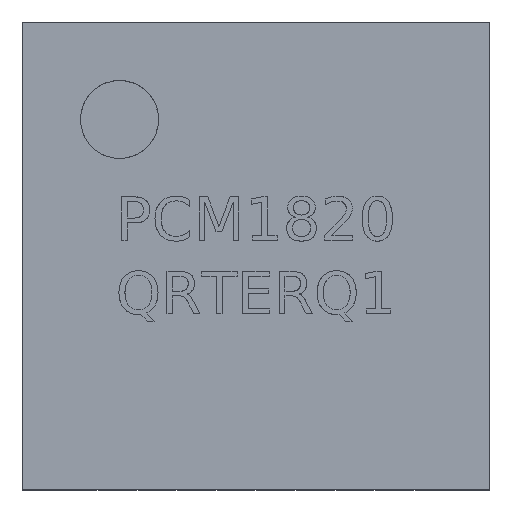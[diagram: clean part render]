
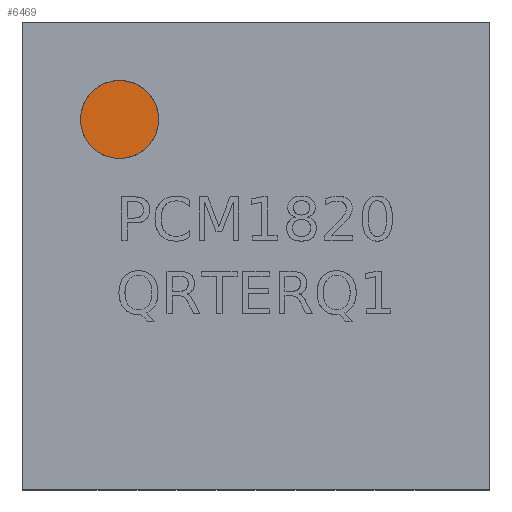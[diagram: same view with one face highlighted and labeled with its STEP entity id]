
A CAD part, top view. The second image highlights one B-rep face of the part: STEP entity #6469.
In plain terms, the highlighted free-form (B-spline) face has degree [1, 1] with [2, 2] control points.
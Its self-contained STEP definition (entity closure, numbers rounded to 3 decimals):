
#6430=(
BOUNDED_SURFACE()
B_SPLINE_SURFACE(1,1,((#6431,#6432),(#6433,#6434)),.UNSPECIFIED.,.F.,.F.,.F.)
B_SPLINE_SURFACE_WITH_KNOTS((2,2),(2,2),(0.000,1.000),(0.000,1.000),.UNSPECIFIED.)
GEOMETRIC_REPRESENTATION_ITEM()
RATIONAL_B_SPLINE_SURFACE(((1.,1.),(1.,1.)))
REPRESENTATION_ITEM('')
SURFACE()
);
#6431=CARTESIAN_POINT('',(-0.625,0.625,0.75));
#6432=CARTESIAN_POINT('',(-1.125,0.625,0.75));
#6433=CARTESIAN_POINT('',(-0.625,1.125,0.75));
#6434=CARTESIAN_POINT('',(-1.125,1.125,0.75));
#6435=CARTESIAN_POINT('',(-1.125,0.875,0.75));
#6436=VERTEX_POINT('',#6435);
#6437=(
BOUNDED_CURVE()
B_SPLINE_CURVE(2,(#6438,#6439,#6440),.UNSPECIFIED.,.F.,.F.)
B_SPLINE_CURVE_WITH_KNOTS((3,3),(0.000,1.000),.UNSPECIFIED.)
CURVE()
GEOMETRIC_REPRESENTATION_ITEM()
RATIONAL_B_SPLINE_CURVE((1.,0.707,1.))
REPRESENTATION_ITEM('')
);
#6438=CARTESIAN_POINT('',(-1.125,0.875,0.75));
#6439=CARTESIAN_POINT('',(-1.125,1.125,0.75));
#6440=CARTESIAN_POINT('',(-0.875,1.125,0.75));
#6441=CARTESIAN_POINT('',(-0.875,1.125,0.75));
#6442=VERTEX_POINT('',#6441);
#6443=EDGE_CURVE('',#6436,#6442,#6437,.T.);
#6444=ORIENTED_EDGE('',*,*,#6443,.T.);
#6445=(
BOUNDED_CURVE()
B_SPLINE_CURVE(2,(#6446,#6447,#6448),.UNSPECIFIED.,.F.,.F.)
B_SPLINE_CURVE_WITH_KNOTS((3,3),(0.000,1.000),.UNSPECIFIED.)
CURVE()
GEOMETRIC_REPRESENTATION_ITEM()
RATIONAL_B_SPLINE_CURVE((1.,0.707,1.))
REPRESENTATION_ITEM('')
);
#6446=CARTESIAN_POINT('',(-0.875,1.125,0.75));
#6447=CARTESIAN_POINT('',(-0.625,1.125,0.75));
#6448=CARTESIAN_POINT('',(-0.625,0.875,0.75));
#6449=CARTESIAN_POINT('',(-0.625,0.875,0.75));
#6450=VERTEX_POINT('',#6449);
#6451=EDGE_CURVE('',#6442,#6450,#6445,.T.);
#6452=ORIENTED_EDGE('',*,*,#6451,.T.);
#6453=(
BOUNDED_CURVE()
B_SPLINE_CURVE(2,(#6454,#6455,#6456),.UNSPECIFIED.,.F.,.F.)
B_SPLINE_CURVE_WITH_KNOTS((3,3),(0.000,1.000),.UNSPECIFIED.)
CURVE()
GEOMETRIC_REPRESENTATION_ITEM()
RATIONAL_B_SPLINE_CURVE((1.,0.707,1.))
REPRESENTATION_ITEM('')
);
#6454=CARTESIAN_POINT('',(-0.625,0.875,0.75));
#6455=CARTESIAN_POINT('',(-0.625,0.625,0.75));
#6456=CARTESIAN_POINT('',(-0.875,0.625,0.75));
#6457=CARTESIAN_POINT('',(-0.875,0.625,0.75));
#6458=VERTEX_POINT('',#6457);
#6459=EDGE_CURVE('',#6450,#6458,#6453,.T.);
#6460=ORIENTED_EDGE('',*,*,#6459,.T.);
#6461=(
BOUNDED_CURVE()
B_SPLINE_CURVE(2,(#6462,#6463,#6464),.UNSPECIFIED.,.F.,.F.)
B_SPLINE_CURVE_WITH_KNOTS((3,3),(0.000,1.000),.UNSPECIFIED.)
CURVE()
GEOMETRIC_REPRESENTATION_ITEM()
RATIONAL_B_SPLINE_CURVE((1.,0.707,1.))
REPRESENTATION_ITEM('')
);
#6462=CARTESIAN_POINT('',(-0.875,0.625,0.75));
#6463=CARTESIAN_POINT('',(-1.125,0.625,0.75));
#6464=CARTESIAN_POINT('',(-1.125,0.875,0.75));
#6465=EDGE_CURVE('',#6458,#6436,#6461,.T.);
#6466=ORIENTED_EDGE('',*,*,#6465,.T.);
#6467=EDGE_LOOP('',(#6444,#6452,#6460,#6466));
#6468=FACE_OUTER_BOUND('',#6467,.T.);
#6469=ADVANCED_FACE('',(#6468),#6430,.T.);
